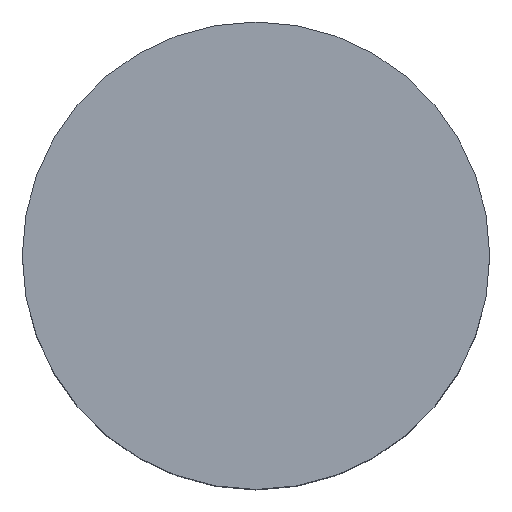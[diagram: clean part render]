
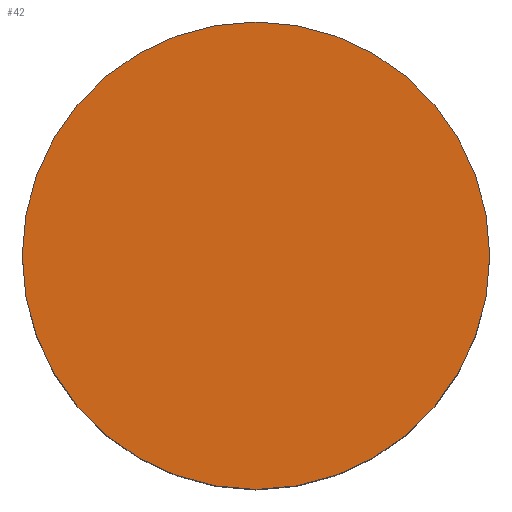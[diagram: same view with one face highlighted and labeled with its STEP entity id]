
A CAD part, top view. The second image highlights one B-rep face of the part: STEP entity #42.
In plain terms, the highlighted planar face has unit normal (0, 0, 1).
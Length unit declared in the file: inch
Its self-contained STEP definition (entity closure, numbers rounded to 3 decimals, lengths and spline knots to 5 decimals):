
#40 = ORIENTED_EDGE ( 'NONE', *, *, #104, .T. ) ;
#42 = ADVANCED_FACE ( 'NONE', ( #224 ), #198, .F. ) ;
#45 = CARTESIAN_POINT ( 'NONE',  ( 0., 0., 0. ) ) ;
#47 = CARTESIAN_POINT ( 'NONE',  ( 0.75, 0., 0. ) ) ;
#90 = DIRECTION ( 'NONE',  ( -1., 0., 0. ) ) ;
#95 = DIRECTION ( 'NONE',  ( 0., 0., 1. ) ) ;
#104 = EDGE_CURVE ( 'NONE', #105, #178, #211, .T. ) ;
#105 = VERTEX_POINT ( 'NONE', #47 ) ;
#120 = ORIENTED_EDGE ( 'NONE', *, *, #281, .T. ) ;
#144 = DIRECTION ( 'NONE',  ( 1., 0., 0. ) ) ;
#175 = AXIS2_PLACEMENT_3D ( 'NONE', #223, #229, #144 ) ;
#178 = VERTEX_POINT ( 'NONE', #301 ) ;
#181 = CARTESIAN_POINT ( 'NONE',  ( 0., 0., 0. ) ) ;
#189 = DIRECTION ( 'NONE',  ( 1., 0., 0. ) ) ;
#197 = EDGE_LOOP ( 'NONE', ( #40, #120 ) ) ;
#198 = PLANE ( 'NONE',  #256 ) ;
#211 = CIRCLE ( 'NONE', #246, 0.75 ) ;
#216 = DIRECTION ( 'NONE',  ( 0., 0., -1. ) ) ;
#223 = CARTESIAN_POINT ( 'NONE',  ( 0., 0., 0. ) ) ;
#224 = FACE_OUTER_BOUND ( 'NONE', #197, .T. ) ;
#229 = DIRECTION ( 'NONE',  ( 0., 0., 1. ) ) ;
#246 = AXIS2_PLACEMENT_3D ( 'NONE', #45, #95, #189 ) ;
#251 = CIRCLE ( 'NONE', #175, 0.75 ) ;
#256 = AXIS2_PLACEMENT_3D ( 'NONE', #181, #216, #90 ) ;
#281 = EDGE_CURVE ( 'NONE', #178, #105, #251, .T. ) ;
#301 = CARTESIAN_POINT ( 'NONE',  ( -0.75, 0., 0. ) ) ;
